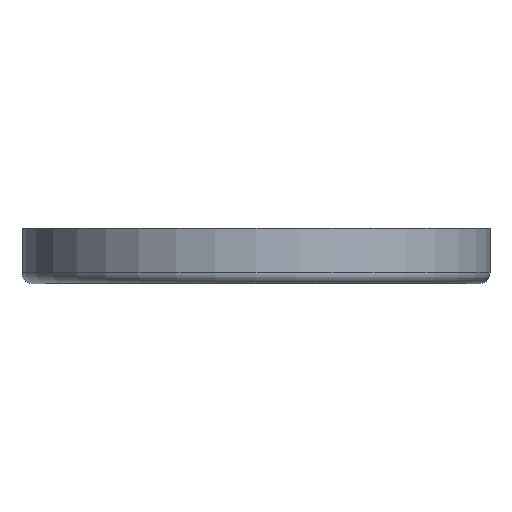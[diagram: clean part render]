
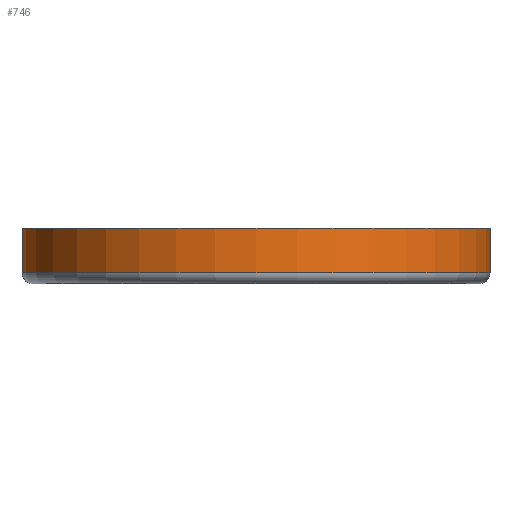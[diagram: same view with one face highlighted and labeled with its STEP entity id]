
A CAD part, left-side view. The second image highlights one B-rep face of the part: STEP entity #746.
In plain terms, the highlighted cylindrical face has radius 10.5 mm (diameter 21 mm), a partial arc.
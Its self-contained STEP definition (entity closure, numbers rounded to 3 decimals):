
#44 = EDGE_CURVE ( 'NONE', #747, #320, #278, .T. ) ;
#52 = DIRECTION ( 'NONE',  ( 0., 0., 1. ) ) ;
#61 = VECTOR ( 'NONE', #646, 1000. ) ;
#95 = CARTESIAN_POINT ( 'NONE',  ( -24.5, 10.5, -50.5 ) ) ;
#143 = CARTESIAN_POINT ( 'NONE',  ( -24.5, 0., -50.5 ) ) ;
#154 = EDGE_CURVE ( 'NONE', #663, #1002, #487, .T. ) ;
#197 = DIRECTION ( 'NONE',  ( 0., 0., 1. ) ) ;
#213 = AXIS2_PLACEMENT_3D ( 'NONE', #1054, #809, #729 ) ;
#216 = CARTESIAN_POINT ( 'NONE',  ( -24.5, -10.5, -48. ) ) ;
#265 = CIRCLE ( 'NONE', #213, 10.5 ) ;
#278 = LINE ( 'NONE', #940, #616 ) ;
#301 = CIRCLE ( 'NONE', #991, 10.5 ) ;
#320 = VERTEX_POINT ( 'NONE', #216 ) ;
#398 = ORIENTED_EDGE ( 'NONE', *, *, #44, .T. ) ;
#417 = DIRECTION ( 'NONE',  ( 0., 0., 1. ) ) ;
#452 = ORIENTED_EDGE ( 'NONE', *, *, #899, .T. ) ;
#487 = LINE ( 'NONE', #95, #61 ) ;
#495 = EDGE_LOOP ( 'NONE', ( #868, #452, #398, #617 ) ) ;
#526 = AXIS2_PLACEMENT_3D ( 'NONE', #143, #197, #534 ) ;
#534 = DIRECTION ( 'NONE',  ( 1., 0., 0. ) ) ;
#614 = FACE_OUTER_BOUND ( 'NONE', #495, .T. ) ;
#616 = VECTOR ( 'NONE', #52, 1000. ) ;
#617 = ORIENTED_EDGE ( 'NONE', *, *, #625, .F. ) ;
#625 = EDGE_CURVE ( 'NONE', #1002, #320, #301, .T. ) ;
#646 = DIRECTION ( 'NONE',  ( 0., 0., 1. ) ) ;
#663 = VERTEX_POINT ( 'NONE', #992 ) ;
#729 = DIRECTION ( 'NONE',  ( 1., 0., 0. ) ) ;
#743 = DIRECTION ( 'NONE',  ( 1., 0., 0. ) ) ;
#746 = ADVANCED_FACE ( 'NONE', ( #614 ), #852, .T. ) ;
#747 = VERTEX_POINT ( 'NONE', #1031 ) ;
#809 = DIRECTION ( 'NONE',  ( 0., 0., 1. ) ) ;
#852 = CYLINDRICAL_SURFACE ( 'NONE', #526, 10.5 ) ;
#868 = ORIENTED_EDGE ( 'NONE', *, *, #154, .F. ) ;
#899 = EDGE_CURVE ( 'NONE', #663, #747, #265, .T. ) ;
#940 = CARTESIAN_POINT ( 'NONE',  ( -24.5, -10.5, -50.5 ) ) ;
#974 = CARTESIAN_POINT ( 'NONE',  ( -24.5, 10.5, -48. ) ) ;
#991 = AXIS2_PLACEMENT_3D ( 'NONE', #1007, #417, #743 ) ;
#992 = CARTESIAN_POINT ( 'NONE',  ( -24.5, 10.5, -50. ) ) ;
#1002 = VERTEX_POINT ( 'NONE', #974 ) ;
#1007 = CARTESIAN_POINT ( 'NONE',  ( -24.5, 0., -48. ) ) ;
#1031 = CARTESIAN_POINT ( 'NONE',  ( -24.5, -10.5, -50. ) ) ;
#1054 = CARTESIAN_POINT ( 'NONE',  ( -24.5, 0., -50. ) ) ;
